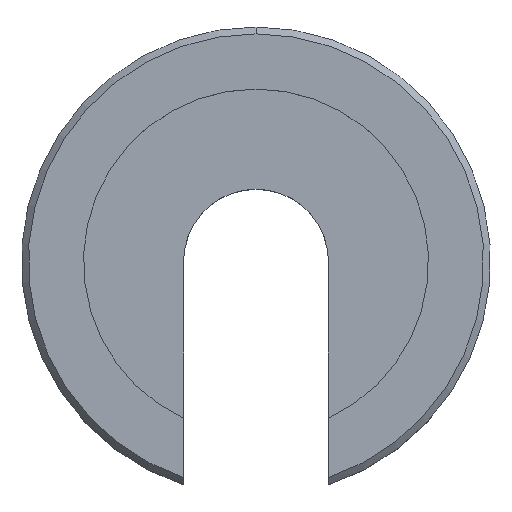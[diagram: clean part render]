
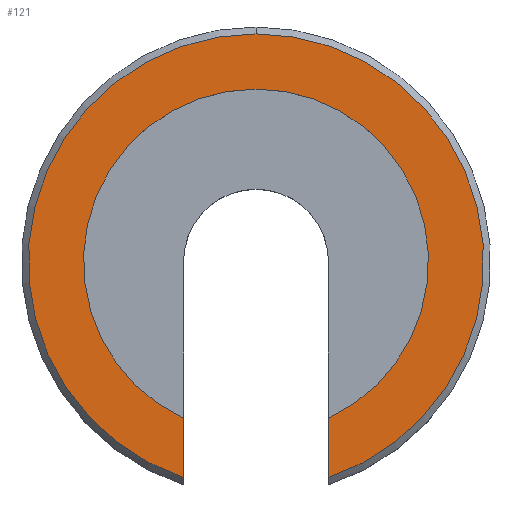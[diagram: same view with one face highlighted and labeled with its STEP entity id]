
A CAD part, top view. The second image highlights one B-rep face of the part: STEP entity #121.
In plain terms, the highlighted planar face has unit normal (0, 0, 1).
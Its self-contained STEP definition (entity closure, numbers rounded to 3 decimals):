
#113=VERTEX_POINT('',#273);
#119=EDGE_CURVE('',#193,#207,#280,.T.);
#121=ADVANCED_FACE('',(#282),#283,.T.);
#123=EDGE_CURVE('',#229,#185,#285,.T.);
#159=EDGE_CURVE('',#113,#229,#324,.T.);
#163=EDGE_CURVE('',#193,#113,#328,.T.);
#173=EDGE_CURVE('',#207,#227,#339,.T.);
#177=EDGE_CURVE('',#185,#227,#343,.T.);
#185=VERTEX_POINT('',#351);
#193=VERTEX_POINT('',#359);
#207=VERTEX_POINT('',#376);
#227=VERTEX_POINT('',#399);
#229=VERTEX_POINT('',#401);
#273=CARTESIAN_POINT('',(-5.25,-11.344,8.));
#280=CIRCLE('',#450,16.5);
#282=FACE_OUTER_BOUND('',#452,.T.);
#283=PLANE('',#453);
#285=CIRCLE('',#456,12.5);
#324=CIRCLE('',#538,12.5);
#328=LINE('',#543,#544);
#339=CIRCLE('',#559,16.5);
#343=LINE('',#564,#565);
#351=CARTESIAN_POINT('',(5.25,-11.344,8.));
#359=CARTESIAN_POINT('',(-5.25,-15.642,8.0));
#376=CARTESIAN_POINT('',(0.,16.5,8.0));
#399=CARTESIAN_POINT('',(5.25,-15.642,8.0));
#401=CARTESIAN_POINT('',(0.,12.5,8.0));
#450=AXIS2_PLACEMENT_3D('',#691,#692,#693);
#452=EDGE_LOOP('',(#695,#696,#697,#698,#699,#700));
#453=AXIS2_PLACEMENT_3D('',#701,#702,#703);
#456=AXIS2_PLACEMENT_3D('',#704,#705,#706);
#538=AXIS2_PLACEMENT_3D('',#750,#751,#752);
#543=CARTESIAN_POINT('',(-5.25,-1.25,8.0));
#544=VECTOR('',#753,1.0);
#559=AXIS2_PLACEMENT_3D('',#767,#768,#769);
#564=CARTESIAN_POINT('',(5.25,7.25,8.0));
#565=VECTOR('',#770,1.0);
#691=CARTESIAN_POINT('',(0.,0.0,8.0));
#692=DIRECTION('',(0.0,0.0,-1.0));
#693=DIRECTION('',(0.,1.0,0.0));
#695=ORIENTED_EDGE('',*,*,#177,.T.);
#696=ORIENTED_EDGE('',*,*,#173,.F.);
#697=ORIENTED_EDGE('',*,*,#119,.F.);
#698=ORIENTED_EDGE('',*,*,#163,.T.);
#699=ORIENTED_EDGE('',*,*,#159,.T.);
#700=ORIENTED_EDGE('',*,*,#123,.T.);
#701=CARTESIAN_POINT('',(0.,14.5,8.0));
#702=DIRECTION('',(0.0,-0.0,1.0));
#703=DIRECTION('',(0.,1.0,0.0));
#704=CARTESIAN_POINT('',(0.,0.0,8.0));
#705=DIRECTION('',(0.0,0.0,-1.0));
#706=DIRECTION('',(0.,1.0,0.0));
#750=CARTESIAN_POINT('',(0.,0.0,8.0));
#751=DIRECTION('',(0.0,0.0,-1.0));
#752=DIRECTION('',(0.,1.0,0.0));
#753=DIRECTION('',(0.,1.0,0.0));
#767=CARTESIAN_POINT('',(0.,0.0,8.0));
#768=DIRECTION('',(0.0,0.0,-1.0));
#769=DIRECTION('',(0.,1.0,0.0));
#770=DIRECTION('',(0.,-1.0,0.0));
